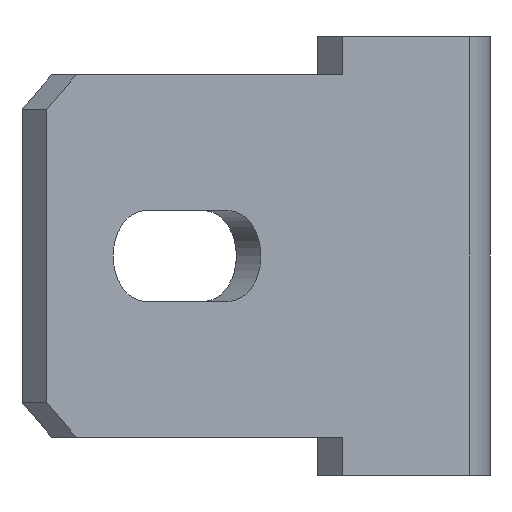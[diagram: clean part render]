
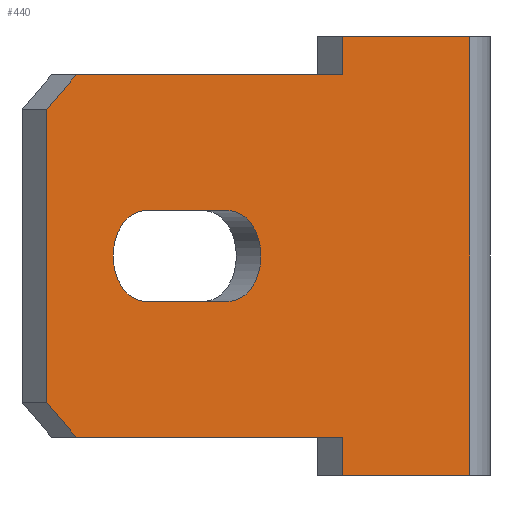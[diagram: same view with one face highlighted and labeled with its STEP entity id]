
A CAD part, left-side view. The second image highlights one B-rep face of the part: STEP entity #440.
In plain terms, the highlighted planar face has unit normal (-0.707, -0.707, 0).
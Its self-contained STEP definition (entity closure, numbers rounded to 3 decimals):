
#9 = DIRECTION ( 'NONE',  ( 0., 0., -1. ) ) ;
#10 = DIRECTION ( 'NONE',  ( 0.707, -0.707, 0. ) ) ;
#15 = CARTESIAN_POINT ( 'NONE',  ( -5.94, 5.94, 0.55 ) ) ;
#16 = CARTESIAN_POINT ( 'NONE',  ( -2.121, 2.121, 0. ) ) ;
#24 = CARTESIAN_POINT ( 'NONE',  ( -2.121, 2.121, 6.3 ) ) ;
#28 = CARTESIAN_POINT ( 'NONE',  ( -6.364, 6.364, 1.05 ) ) ;
#34 = LINE ( 'NONE', #190, #53 ) ;
#38 = FACE_BOUND ( 'NONE', #569, .T. ) ;
#53 = VECTOR ( 'NONE', #678, 1000. ) ;
#62 = CARTESIAN_POINT ( 'NONE',  ( -3.748, 3.748, 2.5 ) ) ;
#66 = CIRCLE ( 'NONE', #213, 0.65 ) ;
#72 = CARTESIAN_POINT ( 'NONE',  ( -6.364, 6.364, 1.05 ) ) ;
#80 = DIRECTION ( 'NONE',  ( 0., 0., 1. ) ) ;
#83 = VECTOR ( 'NONE', #374, 1000. ) ;
#101 = DIRECTION ( 'NONE',  ( -0.707, 0.707, 0. ) ) ;
#110 = EDGE_CURVE ( 'NONE', #169, #125, #191, .T. ) ;
#125 = VERTEX_POINT ( 'NONE', #174 ) ;
#154 = DIRECTION ( 'NONE',  ( -0.707, -0.707, 0. ) ) ;
#166 = AXIS2_PLACEMENT_3D ( 'NONE', #494, #154, #101 ) ;
#169 = VERTEX_POINT ( 'NONE', #623 ) ;
#170 = CARTESIAN_POINT ( 'NONE',  ( -4.95, 4.95, 3.15 ) ) ;
#174 = CARTESIAN_POINT ( 'NONE',  ( -5.94, 5.94, 5.75 ) ) ;
#175 = VERTEX_POINT ( 'NONE', #16 ) ;
#178 = CARTESIAN_POINT ( 'NONE',  ( -3.748, 3.748, 3.15 ) ) ;
#188 = EDGE_CURVE ( 'NONE', #175, #534, #335, .T. ) ;
#190 = CARTESIAN_POINT ( 'NONE',  ( -5.94, 5.94, 5.75 ) ) ;
#191 = LINE ( 'NONE', #286, #313 ) ;
#192 = VECTOR ( 'NONE', #566, 1000. ) ;
#198 = DIRECTION ( 'NONE',  ( -0.707, 0.707, 0. ) ) ;
#209 = ORIENTED_EDGE ( 'NONE', *, *, #188, .T. ) ;
#213 = AXIS2_PLACEMENT_3D ( 'NONE', #178, #504, #9 ) ;
#218 = ORIENTED_EDGE ( 'NONE', *, *, #444, .T. ) ;
#220 = CARTESIAN_POINT ( 'NONE',  ( -0.293, 0.293, 6.3 ) ) ;
#227 = CARTESIAN_POINT ( 'NONE',  ( -0.293, 0.293, 0. ) ) ;
#235 = DIRECTION ( 'NONE',  ( -0.707, 0.707, 0. ) ) ;
#241 = CARTESIAN_POINT ( 'NONE',  ( -3.748, 3.748, 2.5 ) ) ;
#242 = CARTESIAN_POINT ( 'NONE',  ( -2.121, 2.121, 0.55 ) ) ;
#246 = EDGE_CURVE ( 'NONE', #529, #175, #347, .T. ) ;
#248 = VERTEX_POINT ( 'NONE', #72 ) ;
#256 = CARTESIAN_POINT ( 'NONE',  ( -4.95, 4.95, 3.8 ) ) ;
#271 = EDGE_CURVE ( 'NONE', #248, #641, #531, .T. ) ;
#272 = PLANE ( 'NONE',  #166 ) ;
#275 = FACE_OUTER_BOUND ( 'NONE', #693, .T. ) ;
#277 = VECTOR ( 'NONE', #80, 1000. ) ;
#286 = CARTESIAN_POINT ( 'NONE',  ( -2.121, 2.121, 5.75 ) ) ;
#290 = VECTOR ( 'NONE', #312, 1000. ) ;
#293 = ORIENTED_EDGE ( 'NONE', *, *, #271, .F. ) ;
#297 = EDGE_CURVE ( 'NONE', #355, #169, #416, .T. ) ;
#303 = CARTESIAN_POINT ( 'NONE',  ( -3.748, 3.748, 3.8 ) ) ;
#309 = CARTESIAN_POINT ( 'NONE',  ( -2.121, 2.121, 6.3 ) ) ;
#312 = DIRECTION ( 'NONE',  ( 0., 0., -1. ) ) ;
#313 = VECTOR ( 'NONE', #235, 1000. ) ;
#317 = EDGE_CURVE ( 'NONE', #349, #352, #630, .T. ) ;
#318 = CARTESIAN_POINT ( 'NONE',  ( -6.364, 6.364, 1.05 ) ) ;
#326 = ORIENTED_EDGE ( 'NONE', *, *, #447, .T. ) ;
#330 = ORIENTED_EDGE ( 'NONE', *, *, #703, .T. ) ;
#335 = LINE ( 'NONE', #388, #344 ) ;
#337 = EDGE_CURVE ( 'NONE', #595, #355, #411, .T. ) ;
#344 = VECTOR ( 'NONE', #10, 1000. ) ;
#345 = DIRECTION ( 'NONE',  ( -0.707, 0.707, 0. ) ) ;
#347 = LINE ( 'NONE', #242, #192 ) ;
#349 = VERTEX_POINT ( 'NONE', #585 ) ;
#352 = VERTEX_POINT ( 'NONE', #303 ) ;
#355 = VERTEX_POINT ( 'NONE', #309 ) ;
#362 = VERTEX_POINT ( 'NONE', #578 ) ;
#374 = DIRECTION ( 'NONE',  ( 0., 0., -1. ) ) ;
#388 = CARTESIAN_POINT ( 'NONE',  ( -2.121, 2.121, 0. ) ) ;
#391 = VECTOR ( 'NONE', #345, 1000. ) ;
#394 = CARTESIAN_POINT ( 'NONE',  ( -5.94, 5.94, 0.55 ) ) ;
#411 = LINE ( 'NONE', #682, #431 ) ;
#416 = LINE ( 'NONE', #24, #290 ) ;
#427 = EDGE_CURVE ( 'NONE', #595, #534, #597, .T. ) ;
#428 = ORIENTED_EDGE ( 'NONE', *, *, #110, .T. ) ;
#431 = VECTOR ( 'NONE', #198, 1000. ) ;
#433 = LINE ( 'NONE', #318, #542 ) ;
#436 = ORIENTED_EDGE ( 'NONE', *, *, #317, .T. ) ;
#440 = ADVANCED_FACE ( 'NONE', ( #38, #275 ), #272, .T. ) ;
#444 = EDGE_CURVE ( 'NONE', #362, #349, #485, .T. ) ;
#447 = EDGE_CURVE ( 'NONE', #248, #656, #433, .T. ) ;
#455 = ORIENTED_EDGE ( 'NONE', *, *, #337, .T. ) ;
#456 = LINE ( 'NONE', #62, #391 ) ;
#458 = ORIENTED_EDGE ( 'NONE', *, *, #297, .T. ) ;
#469 = DIRECTION ( 'NONE',  ( 0.707, -0.707, 0. ) ) ;
#481 = DIRECTION ( 'NONE',  ( 0.543, -0.543, -0.64 ) ) ;
#485 = CIRCLE ( 'NONE', #563, 0.65 ) ;
#494 = CARTESIAN_POINT ( 'NONE',  ( 0., 0., 0. ) ) ;
#495 = VECTOR ( 'NONE', #501, 1000. ) ;
#496 = ORIENTED_EDGE ( 'NONE', *, *, #667, .T. ) ;
#501 = DIRECTION ( 'NONE',  ( 0.707, -0.707, 0. ) ) ;
#503 = ORIENTED_EDGE ( 'NONE', *, *, #427, .F. ) ;
#504 = DIRECTION ( 'NONE',  ( 0.707, 0.707, 0. ) ) ;
#509 = VECTOR ( 'NONE', #469, 1000. ) ;
#510 = CARTESIAN_POINT ( 'NONE',  ( -6.364, 6.364, 5.25 ) ) ;
#529 = VERTEX_POINT ( 'NONE', #547 ) ;
#531 = LINE ( 'NONE', #28, #277 ) ;
#534 = VERTEX_POINT ( 'NONE', #227 ) ;
#542 = VECTOR ( 'NONE', #481, 1000. ) ;
#547 = CARTESIAN_POINT ( 'NONE',  ( -2.121, 2.121, 0.55 ) ) ;
#550 = LINE ( 'NONE', #15, #495 ) ;
#562 = VERTEX_POINT ( 'NONE', #241 ) ;
#563 = AXIS2_PLACEMENT_3D ( 'NONE', #170, #588, #708 ) ;
#566 = DIRECTION ( 'NONE',  ( 0., 0., -1. ) ) ;
#569 = EDGE_LOOP ( 'NONE', ( #628, #496, #218, #436 ) ) ;
#578 = CARTESIAN_POINT ( 'NONE',  ( -4.95, 4.95, 2.5 ) ) ;
#585 = CARTESIAN_POINT ( 'NONE',  ( -4.95, 4.95, 3.8 ) ) ;
#588 = DIRECTION ( 'NONE',  ( 0.707, 0.707, 0. ) ) ;
#595 = VERTEX_POINT ( 'NONE', #661 ) ;
#597 = LINE ( 'NONE', #220, #83 ) ;
#623 = CARTESIAN_POINT ( 'NONE',  ( -2.121, 2.121, 5.75 ) ) ;
#628 = ORIENTED_EDGE ( 'NONE', *, *, #644, .T. ) ;
#630 = LINE ( 'NONE', #256, #509 ) ;
#639 = EDGE_CURVE ( 'NONE', #656, #529, #550, .T. ) ;
#641 = VERTEX_POINT ( 'NONE', #510 ) ;
#644 = EDGE_CURVE ( 'NONE', #352, #562, #66, .T. ) ;
#645 = ORIENTED_EDGE ( 'NONE', *, *, #246, .T. ) ;
#656 = VERTEX_POINT ( 'NONE', #394 ) ;
#661 = CARTESIAN_POINT ( 'NONE',  ( -0.293, 0.293, 6.3 ) ) ;
#667 = EDGE_CURVE ( 'NONE', #562, #362, #456, .T. ) ;
#678 = DIRECTION ( 'NONE',  ( -0.543, 0.543, -0.64 ) ) ;
#682 = CARTESIAN_POINT ( 'NONE',  ( -0.293, 0.293, 6.3 ) ) ;
#687 = ORIENTED_EDGE ( 'NONE', *, *, #639, .T. ) ;
#693 = EDGE_LOOP ( 'NONE', ( #503, #455, #458, #428, #330, #293, #326, #687, #645, #209 ) ) ;
#703 = EDGE_CURVE ( 'NONE', #125, #641, #34, .T. ) ;
#708 = DIRECTION ( 'NONE',  ( 0., 0., 1. ) ) ;
